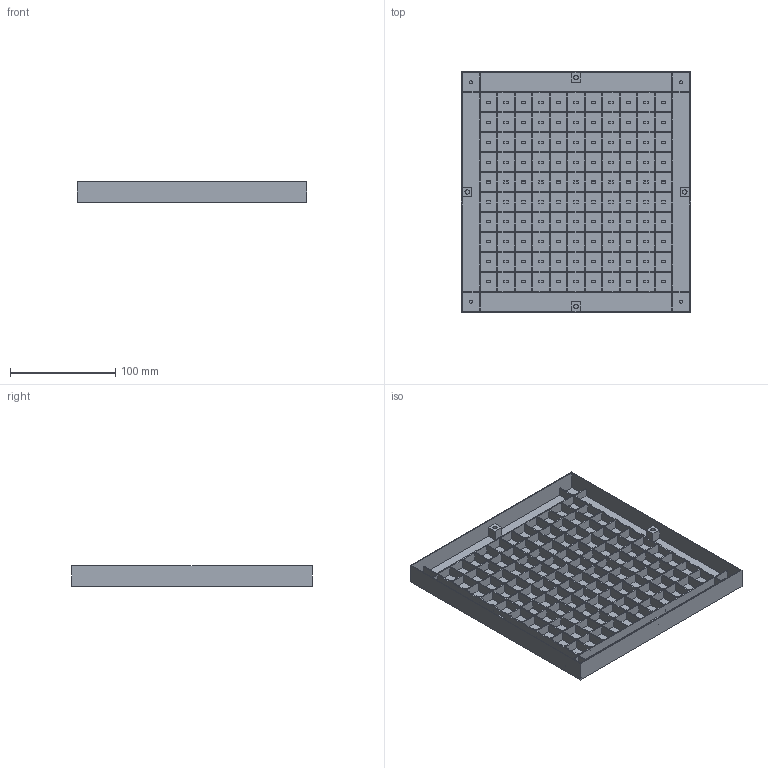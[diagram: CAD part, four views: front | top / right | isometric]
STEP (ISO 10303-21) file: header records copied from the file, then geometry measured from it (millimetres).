
FILE_DESCRIPTION(('Open CASCADE Model'),'2;1');
FILE_NAME('Open CASCADE Shape Model','2025-01-05T22:54:08',('Author'),( 'Open CASCADE'),'Open CASCADE STEP processor 7.7','Open CASCADE 7.7' ,'Unknown');
FILE_SCHEMA(('AUTOMOTIVE_DESIGN { 1 0 10303 214 1 1 1 1 }'));
Length unit declared in the file: millimetre
Products named in the file (2): =>[0:1:1:2]; SOLID
Assembly tree (1 placements, depth 2):
  =>[0:1:1:2]
    SOLID
Bounding box: 217.6 x 228.4 x 19 mm (x, y, z)
Volume: 135121.2 mm3; surface area: 209174.6 mm2
Topology: 1 solids, 1 shells, 1239 faces, 3072 edges, 2044 vertices
Faces by surface type: plane 1231, cylinder 8
Full cylindrical faces by diameter (mm): 3 x4, 4.1 x4
Entity records: 75806 total; most frequent: CARTESIAN_POINT 12677, DIRECTION 11578, LINE 9056, VECTOR 9056, ORIENTED_EDGE 6144, PCURVE 6144, DEFINITIONAL_REPRESENTATION 6144, EDGE_CURVE 3072
